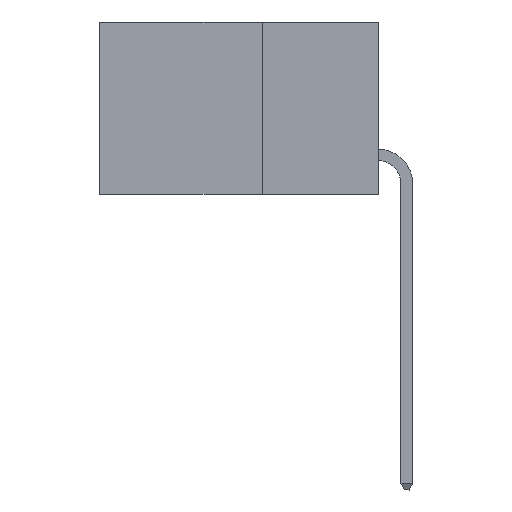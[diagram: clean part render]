
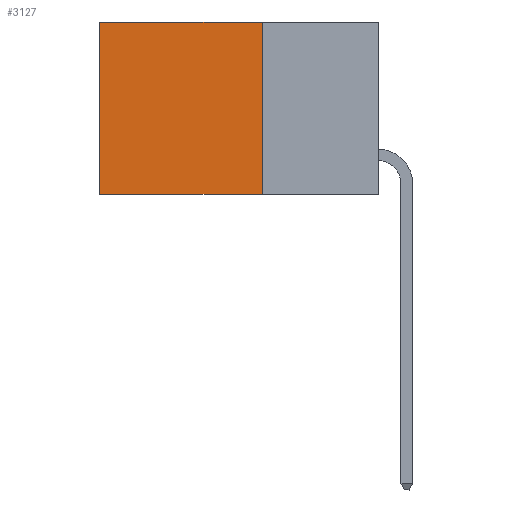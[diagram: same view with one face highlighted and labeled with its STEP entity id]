
A CAD part, left-side view. The second image highlights one B-rep face of the part: STEP entity #3127.
In plain terms, the highlighted planar face has unit normal (-1, 0, 0).
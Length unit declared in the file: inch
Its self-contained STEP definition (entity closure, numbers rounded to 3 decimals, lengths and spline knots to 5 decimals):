
#171 = CARTESIAN_POINT ( 'NONE',  ( 0.298, 0.25, 0. ) ) ;
#229 = EDGE_CURVE ( 'NONE', #4439, #481, #5975, .T. ) ;
#481 = VERTEX_POINT ( 'NONE', #15752 ) ;
#765 = CARTESIAN_POINT ( 'NONE',  ( 0.298, 0.25, 0. ) ) ;
#771 = EDGE_CURVE ( 'NONE', #13376, #3926, #9421, .T. ) ;
#784 = CARTESIAN_POINT ( 'NONE',  ( 0.298, 0.25, -0.37 ) ) ;
#1228 = EDGE_LOOP ( 'NONE', ( #3025, #7542, #6065, #2945 ) ) ;
#1320 = LINE ( 'NONE', #3649, #13994 ) ;
#1459 = AXIS2_PLACEMENT_3D ( 'NONE', #9425, #9536, #6260 ) ;
#2309 = CARTESIAN_POINT ( 'NONE',  ( 0.298, 0.25, 0. ) ) ;
#2341 = EDGE_CURVE ( 'NONE', #481, #3926, #1320, .T. ) ;
#2945 = ORIENTED_EDGE ( 'NONE', *, *, #229, .T. ) ;
#3025 = ORIENTED_EDGE ( 'NONE', *, *, #2341, .T. ) ;
#3110 = DIRECTION ( 'NONE',  ( 0., 0., -1. ) ) ;
#3127 = ADVANCED_FACE ( 'NONE', ( #10280 ), #14033, .F. ) ;
#3649 = CARTESIAN_POINT ( 'NONE',  ( 0.298, 0.6, 0. ) ) ;
#3677 = VECTOR ( 'NONE', #11890, 39.37008 ) ;
#3926 = VERTEX_POINT ( 'NONE', #4768 ) ;
#4439 = VERTEX_POINT ( 'NONE', #2309 ) ;
#4768 = CARTESIAN_POINT ( 'NONE',  ( 0.298, 0.6, -0.37 ) ) ;
#5174 = EDGE_CURVE ( 'NONE', #4439, #13376, #7795, .T. ) ;
#5975 = LINE ( 'NONE', #171, #6375 ) ;
#6065 = ORIENTED_EDGE ( 'NONE', *, *, #5174, .F. ) ;
#6260 = DIRECTION ( 'NONE',  ( 0., 0., -1. ) ) ;
#6375 = VECTOR ( 'NONE', #7508, 39.37008 ) ;
#7508 = DIRECTION ( 'NONE',  ( 0., 1., 0. ) ) ;
#7542 = ORIENTED_EDGE ( 'NONE', *, *, #771, .F. ) ;
#7795 = LINE ( 'NONE', #765, #12388 ) ;
#9421 = LINE ( 'NONE', #784, #3677 ) ;
#9425 = CARTESIAN_POINT ( 'NONE',  ( 0.298, 0.25, 0. ) ) ;
#9536 = DIRECTION ( 'NONE',  ( 1., 0., 0. ) ) ;
#10280 = FACE_OUTER_BOUND ( 'NONE', #1228, .T. ) ;
#11890 = DIRECTION ( 'NONE',  ( 0., 1., 0. ) ) ;
#12000 = DIRECTION ( 'NONE',  ( 0., 0., -1. ) ) ;
#12388 = VECTOR ( 'NONE', #3110, 39.37008 ) ;
#13376 = VERTEX_POINT ( 'NONE', #13788 ) ;
#13788 = CARTESIAN_POINT ( 'NONE',  ( 0.298, 0.25, -0.37 ) ) ;
#13994 = VECTOR ( 'NONE', #12000, 39.37008 ) ;
#14033 = PLANE ( 'NONE',  #1459 ) ;
#15752 = CARTESIAN_POINT ( 'NONE',  ( 0.298, 0.6, 0. ) ) ;
